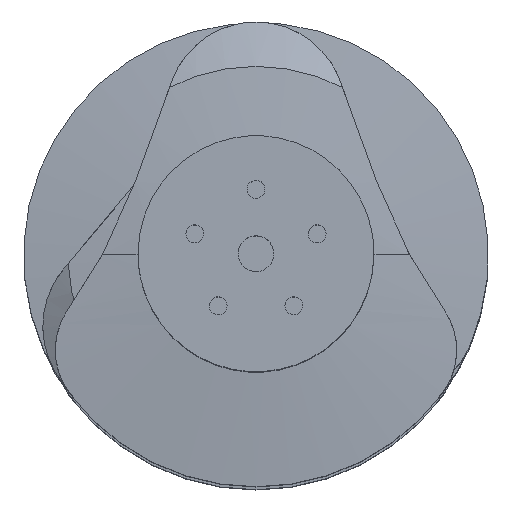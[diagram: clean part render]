
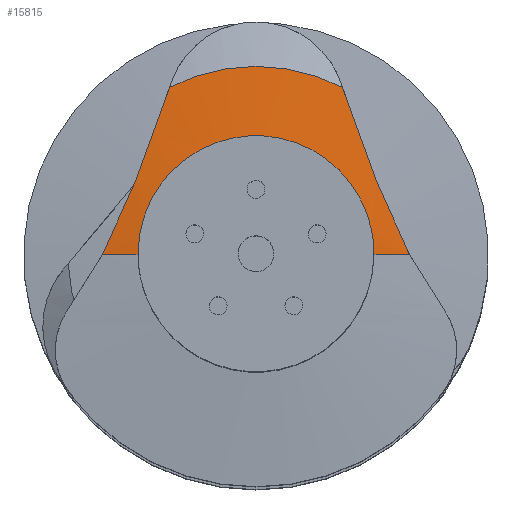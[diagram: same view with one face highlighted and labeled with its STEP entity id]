
A CAD part, top view. The second image highlights one B-rep face of the part: STEP entity #15815.
In plain terms, the highlighted free-form (B-spline) face has degree [2, 1] with [5, 2] control points.
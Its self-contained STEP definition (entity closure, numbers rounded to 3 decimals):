
#15815 = ADVANCED_FACE('',(#15816),#15890,.T.);
#15816 = FACE_BOUND('',#15817,.T.);
#15817 = EDGE_LOOP('',(#15818,#15830,#15837,#15848,#15857,#15865,#15874,
    #15885));
#15818 = ORIENTED_EDGE('',*,*,#15819,.T.);
#15819 = EDGE_CURVE('',#15820,#15822,#15824,.T.);
#15820 = VERTEX_POINT('',#15821);
#15821 = CARTESIAN_POINT('',(-33.39,0.,488.199));
#15822 = VERTEX_POINT('',#15823);
#15823 = CARTESIAN_POINT('',(33.39,0.,
    488.199));
#15824 = ( BOUNDED_CURVE() B_SPLINE_CURVE(2,(#15825,#15826,#15827,#15828
,#15829),.UNSPECIFIED.,.F.,.F.) B_SPLINE_CURVE_WITH_KNOTS((3,2,3),(0.,
1.571,3.142),.PIECEWISE_BEZIER_KNOTS.) CURVE() 
GEOMETRIC_REPRESENTATION_ITEM() RATIONAL_B_SPLINE_CURVE((1.,
0.707,1.,0.707,1.)) REPRESENTATION_ITEM('') );
#15825 = CARTESIAN_POINT('',(-33.39,0.,488.199));
#15826 = CARTESIAN_POINT('',(-33.39,33.39,
    488.199));
#15827 = CARTESIAN_POINT('',(0.,33.39,
    488.199));
#15828 = CARTESIAN_POINT('',(33.39,33.39,
    488.199));
#15829 = CARTESIAN_POINT('',(33.39,0.,
    488.199));
#15830 = ORIENTED_EDGE('',*,*,#15831,.T.);
#15831 = EDGE_CURVE('',#15822,#15832,#15834,.T.);
#15832 = VERTEX_POINT('',#15833);
#15833 = CARTESIAN_POINT('',(43.437,0.,
    487.257));
#15834 = B_SPLINE_CURVE_WITH_KNOTS('',1,(#15835,#15836),.UNSPECIFIED.,
  .F.,.F.,(2,2),(-32.14,-22.166),
  .PIECEWISE_BEZIER_KNOTS.);
#15835 = CARTESIAN_POINT('',(33.39,0.,
    488.199));
#15836 = CARTESIAN_POINT('',(43.437,0.,
    487.257));
#15837 = ORIENTED_EDGE('',*,*,#15838,.F.);
#15838 = EDGE_CURVE('',#15839,#15832,#15841,.T.);
#15839 = VERTEX_POINT('',#15840);
#15840 = CARTESIAN_POINT('',(34.156,20.588,
    487.59));
#15841 = B_SPLINE_CURVE_WITH_KNOTS('',3,(#15842,#15843,#15844,#15845,
    #15846,#15847),.UNSPECIFIED.,.F.,.F.,(4,2,4),(0.,
    0.011,0.022),.UNSPECIFIED.);
#15842 = CARTESIAN_POINT('',(34.156,20.588,
    487.59));
#15843 = CARTESIAN_POINT('',(35.454,17.021,
    487.659));
#15844 = CARTESIAN_POINT('',(36.879,13.523,
    487.663));
#15845 = CARTESIAN_POINT('',(39.974,6.661,
    487.546));
#15846 = CARTESIAN_POINT('',(41.644,3.298,
    487.425));
#15847 = CARTESIAN_POINT('',(43.437,0.,
    487.257));
#15848 = ORIENTED_EDGE('',*,*,#15849,.F.);
#15849 = EDGE_CURVE('',#15850,#15839,#15852,.T.);
#15850 = VERTEX_POINT('',#15851);
#15851 = CARTESIAN_POINT('',(24.455,47.242,
    486.342));
#15852 = B_SPLINE_CURVE_WITH_KNOTS('',3,(#15853,#15854,#15855,#15856),
  .UNSPECIFIED.,.F.,.F.,(4,4),(0.002,0.03),
  .PIECEWISE_BEZIER_KNOTS.);
#15853 = CARTESIAN_POINT('',(24.455,47.242,
    486.342));
#15854 = CARTESIAN_POINT('',(27.686,38.364,
    486.942));
#15855 = CARTESIAN_POINT('',(30.919,29.482,
    487.42));
#15856 = CARTESIAN_POINT('',(34.156,20.588,
    487.59));
#15857 = ORIENTED_EDGE('',*,*,#15858,.F.);
#15858 = EDGE_CURVE('',#15859,#15850,#15861,.T.);
#15859 = VERTEX_POINT('',#15860);
#15860 = CARTESIAN_POINT('',(-24.455,47.242,
    486.342));
#15861 = ( BOUNDED_CURVE() B_SPLINE_CURVE(2,(#15862,#15863,#15864),
.UNSPECIFIED.,.F.,.F.) B_SPLINE_CURVE_WITH_KNOTS((3,3),(1.093,
2.048),.PIECEWISE_BEZIER_KNOTS.) CURVE() 
GEOMETRIC_REPRESENTATION_ITEM() RATIONAL_B_SPLINE_CURVE((1.,
0.888,1.)) REPRESENTATION_ITEM('') );
#15862 = CARTESIAN_POINT('',(-24.455,47.242,
    486.342));
#15863 = CARTESIAN_POINT('',(0.,59.901,
    486.342));
#15864 = CARTESIAN_POINT('',(24.455,47.242,
    486.342));
#15865 = ORIENTED_EDGE('',*,*,#15866,.F.);
#15866 = EDGE_CURVE('',#15867,#15859,#15869,.T.);
#15867 = VERTEX_POINT('',#15868);
#15868 = CARTESIAN_POINT('',(-34.156,20.588,
    487.59));
#15869 = B_SPLINE_CURVE_WITH_KNOTS('',3,(#15870,#15871,#15872,#15873),
  .UNSPECIFIED.,.F.,.F.,(4,4),(0.008,0.036),
  .PIECEWISE_BEZIER_KNOTS.);
#15870 = CARTESIAN_POINT('',(-34.156,20.588,
    487.59));
#15871 = CARTESIAN_POINT('',(-30.919,29.482,
    487.42));
#15872 = CARTESIAN_POINT('',(-27.686,38.364,
    486.942));
#15873 = CARTESIAN_POINT('',(-24.455,47.242,
    486.342));
#15874 = ORIENTED_EDGE('',*,*,#15875,.F.);
#15875 = EDGE_CURVE('',#15876,#15867,#15878,.T.);
#15876 = VERTEX_POINT('',#15877);
#15877 = CARTESIAN_POINT('',(-43.437,0.,
    487.257));
#15878 = B_SPLINE_CURVE_WITH_KNOTS('',3,(#15879,#15880,#15881,#15882,
    #15883,#15884),.UNSPECIFIED.,.F.,.F.,(4,2,4),(0.018,
    0.029,0.04),.UNSPECIFIED.);
#15879 = CARTESIAN_POINT('',(-43.437,0.,
    487.257));
#15880 = CARTESIAN_POINT('',(-41.644,3.298,
    487.425));
#15881 = CARTESIAN_POINT('',(-39.974,6.661,
    487.546));
#15882 = CARTESIAN_POINT('',(-36.879,13.523,
    487.663));
#15883 = CARTESIAN_POINT('',(-35.454,17.021,
    487.659));
#15884 = CARTESIAN_POINT('',(-34.156,20.588,
    487.59));
#15885 = ORIENTED_EDGE('',*,*,#15886,.F.);
#15886 = EDGE_CURVE('',#15820,#15876,#15887,.T.);
#15887 = B_SPLINE_CURVE_WITH_KNOTS('',1,(#15888,#15889),.UNSPECIFIED.,
  .F.,.F.,(2,2),(-32.14,-22.166),
  .PIECEWISE_BEZIER_KNOTS.);
#15888 = CARTESIAN_POINT('',(-33.39,0.,488.199));
#15889 = CARTESIAN_POINT('',(-43.437,0.,487.257));
#15890 = ( BOUNDED_SURFACE() B_SPLINE_SURFACE(2,1,(
    (#15891,#15892)
    ,(#15893,#15894)
    ,(#15895,#15896)
    ,(#15897,#15898)
    ,(#15899,#15900
)),.UNSPECIFIED.,.F.,.F.,.F.) B_SPLINE_SURFACE_WITH_KNOTS((3,2,3),(2,2),
  (0.,1.571,3.142),(-32.14,-12.479),
.PIECEWISE_BEZIER_KNOTS.) GEOMETRIC_REPRESENTATION_ITEM() 
RATIONAL_B_SPLINE_SURFACE((
    (1.,1.)
    ,(0.707,0.707)
    ,(1.,1.)
    ,(0.707,0.707)
,(1.,1.))) REPRESENTATION_ITEM('') SURFACE() );
#15891 = CARTESIAN_POINT('',(-33.39,0.,488.199));
#15892 = CARTESIAN_POINT('',(-53.197,0.,486.342));
#15893 = CARTESIAN_POINT('',(-33.39,33.39,
    488.199));
#15894 = CARTESIAN_POINT('',(-53.197,53.197,
    486.342));
#15895 = CARTESIAN_POINT('',(0.,33.39,
    488.199));
#15896 = CARTESIAN_POINT('',(0.,53.197,
    486.342));
#15897 = CARTESIAN_POINT('',(33.39,33.39,
    488.199));
#15898 = CARTESIAN_POINT('',(53.197,53.197,
    486.342));
#15899 = CARTESIAN_POINT('',(33.39,0.,
    488.199));
#15900 = CARTESIAN_POINT('',(53.197,0.,
    486.342));
